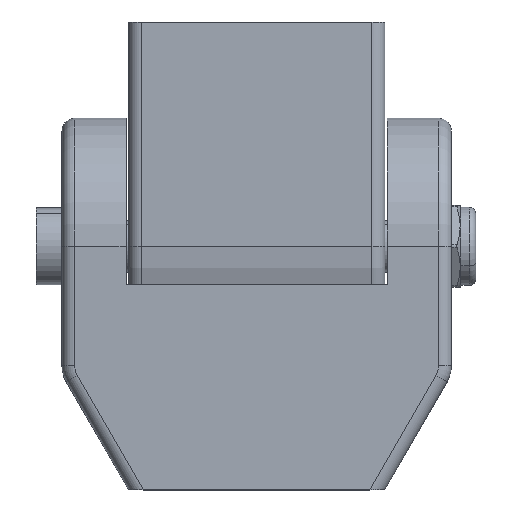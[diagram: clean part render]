
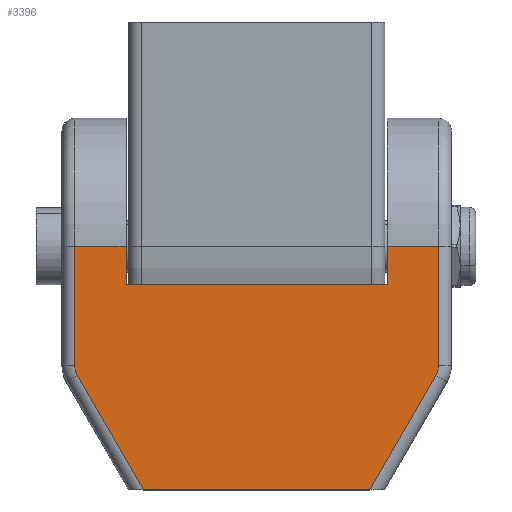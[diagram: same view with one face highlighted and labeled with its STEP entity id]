
A CAD part, top view. The second image highlights one B-rep face of the part: STEP entity #3396.
In plain terms, the highlighted planar face has unit normal (0, 0, 1).
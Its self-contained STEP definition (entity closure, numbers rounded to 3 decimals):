
#42 = CARTESIAN_POINT ( 'NONE',  ( 20.392, 32., 20. ) ) ;
#94 = VECTOR ( 'NONE', #3453, 1000. ) ;
#124 = EDGE_CURVE ( 'NONE', #4329, #613, #3503, .T. ) ;
#157 = DIRECTION ( 'NONE',  ( 0., -1., 0. ) ) ;
#160 = ORIENTED_EDGE ( 'NONE', *, *, #2537, .T. ) ;
#187 = DIRECTION ( 'NONE',  ( 0., 0., 1. ) ) ;
#197 = CIRCLE ( 'NONE', #4820, 3. ) ;
#415 = VERTEX_POINT ( 'NONE', #2862 ) ;
#581 = LINE ( 'NONE', #4111, #880 ) ;
#613 = VERTEX_POINT ( 'NONE', #893 ) ;
#685 = EDGE_LOOP ( 'NONE', ( #2656, #3704, #4615, #5270, #4457, #5292, #857, #5443, #4605, #160, #4390, #1768 ) ) ;
#740 = VECTOR ( 'NONE', #2549, 1000. ) ;
#757 = VERTEX_POINT ( 'NONE', #1861 ) ;
#814 = DIRECTION ( 'NONE',  ( -1., 0., 0. ) ) ;
#857 = ORIENTED_EDGE ( 'NONE', *, *, #5593, .T. ) ;
#880 = VECTOR ( 'NONE', #157, 1000. ) ;
#893 = CARTESIAN_POINT ( 'NONE',  ( -20.392, 32., 20. ) ) ;
#917 = PLANE ( 'NONE',  #3327 ) ;
#976 = DIRECTION ( 'NONE',  ( 0., -1., 0. ) ) ;
#1054 = DIRECTION ( 'NONE',  ( -1., 0., 0. ) ) ;
#1074 = CARTESIAN_POINT ( 'NONE',  ( -20.392, 58., 20. ) ) ;
#1096 = CARTESIAN_POINT ( 'NONE',  ( -20., 0., 20. ) ) ;
#1126 = CARTESIAN_POINT ( 'NONE',  ( 13.268, -7.66, 20. ) ) ;
#1152 = LINE ( 'NONE', #1074, #4883 ) ;
#1192 = CARTESIAN_POINT ( 'NONE',  ( -17.691, 0., 20. ) ) ;
#1287 = EDGE_CURVE ( 'NONE', #5476, #1798, #1616, .T. ) ;
#1293 = CIRCLE ( 'NONE', #4261, 3. ) ;
#1311 = FACE_OUTER_BOUND ( 'NONE', #685, .T. ) ;
#1316 = CARTESIAN_POINT ( 'NONE',  ( 17.691, 0., 20. ) ) ;
#1320 = EDGE_CURVE ( 'NONE', #3719, #5476, #1997, .T. ) ;
#1342 = CARTESIAN_POINT ( 'NONE',  ( 30.392, 38., 20. ) ) ;
#1377 = DIRECTION ( 'NONE',  ( -1., 0., 0. ) ) ;
#1454 = VECTOR ( 'NONE', #814, 1000. ) ;
#1616 = LINE ( 'NONE', #1126, #740 ) ;
#1625 = VECTOR ( 'NONE', #1054, 1000. ) ;
#1681 = CARTESIAN_POINT ( 'NONE',  ( -28.392, 19.34, 20. ) ) ;
#1740 = CARTESIAN_POINT ( 'NONE',  ( -28.392, 38., 20. ) ) ;
#1745 = CARTESIAN_POINT ( 'NONE',  ( 20.392, 38., 20. ) ) ;
#1768 = ORIENTED_EDGE ( 'NONE', *, *, #4127, .T. ) ;
#1798 = VERTEX_POINT ( 'NONE', #3036 ) ;
#1855 = EDGE_CURVE ( 'NONE', #2111, #3783, #4396, .T. ) ;
#1861 = CARTESIAN_POINT ( 'NONE',  ( -27.99, 17.84, 20. ) ) ;
#1884 = EDGE_CURVE ( 'NONE', #4206, #5121, #4979, .T. ) ;
#1997 = LINE ( 'NONE', #1096, #5381 ) ;
#2086 = VECTOR ( 'NONE', #4309, 1000. ) ;
#2111 = VERTEX_POINT ( 'NONE', #5585 ) ;
#2177 = VERTEX_POINT ( 'NONE', #5641 ) ;
#2261 = VECTOR ( 'NONE', #976, 1000. ) ;
#2275 = CARTESIAN_POINT ( 'NONE',  ( 25.392, 19.34, 20. ) ) ;
#2537 = EDGE_CURVE ( 'NONE', #3783, #4329, #581, .T. ) ;
#2549 = DIRECTION ( 'NONE',  ( 0.5, 0.866, 0. ) ) ;
#2656 = ORIENTED_EDGE ( 'NONE', *, *, #3535, .T. ) ;
#2862 = CARTESIAN_POINT ( 'NONE',  ( -20.392, 38., 20. ) ) ;
#2987 = CARTESIAN_POINT ( 'NONE',  ( 28.392, 0., 20. ) ) ;
#3036 = CARTESIAN_POINT ( 'NONE',  ( 27.99, 17.84, 20. ) ) ;
#3138 = EDGE_CURVE ( 'NONE', #2177, #2111, #5260, .T. ) ;
#3150 = CARTESIAN_POINT ( 'NONE',  ( -28.392, 0., 20. ) ) ;
#3290 = LINE ( 'NONE', #4273, #3387 ) ;
#3327 = AXIS2_PLACEMENT_3D ( 'NONE', #4009, #4334, #5705 ) ;
#3387 = VECTOR ( 'NONE', #5180, 1000. ) ;
#3396 = ADVANCED_FACE ( 'NONE', ( #1311 ), #917, .F. ) ;
#3453 = DIRECTION ( 'NONE',  ( 0., 1., 0. ) ) ;
#3503 = LINE ( 'NONE', #4844, #1454 ) ;
#3535 = EDGE_CURVE ( 'NONE', #415, #4206, #3659, .T. ) ;
#3586 = DIRECTION ( 'NONE',  ( 0., 0., 1. ) ) ;
#3659 = LINE ( 'NONE', #5007, #1625 ) ;
#3700 = EDGE_CURVE ( 'NONE', #757, #3719, #3290, .T. ) ;
#3704 = ORIENTED_EDGE ( 'NONE', *, *, #1884, .T. ) ;
#3719 = VERTEX_POINT ( 'NONE', #1192 ) ;
#3735 = CARTESIAN_POINT ( 'NONE',  ( -25.392, 19.34, 20. ) ) ;
#3783 = VERTEX_POINT ( 'NONE', #1745 ) ;
#4009 = CARTESIAN_POINT ( 'NONE',  ( 0., 0., 20. ) ) ;
#4111 = CARTESIAN_POINT ( 'NONE',  ( 20.392, 58., 20. ) ) ;
#4127 = EDGE_CURVE ( 'NONE', #613, #415, #1152, .T. ) ;
#4206 = VERTEX_POINT ( 'NONE', #1740 ) ;
#4261 = AXIS2_PLACEMENT_3D ( 'NONE', #3735, #187, #5255 ) ;
#4266 = DIRECTION ( 'NONE',  ( 0., 1., 0. ) ) ;
#4273 = CARTESIAN_POINT ( 'NONE',  ( -13.268, -7.66, 20. ) ) ;
#4309 = DIRECTION ( 'NONE',  ( -1., 0., 0. ) ) ;
#4329 = VERTEX_POINT ( 'NONE', #42 ) ;
#4334 = DIRECTION ( 'NONE',  ( 0., 0., -1. ) ) ;
#4390 = ORIENTED_EDGE ( 'NONE', *, *, #124, .T. ) ;
#4396 = LINE ( 'NONE', #1342, #2086 ) ;
#4457 = ORIENTED_EDGE ( 'NONE', *, *, #1320, .T. ) ;
#4605 = ORIENTED_EDGE ( 'NONE', *, *, #1855, .T. ) ;
#4615 = ORIENTED_EDGE ( 'NONE', *, *, #5419, .T. ) ;
#4697 = DIRECTION ( 'NONE',  ( 1., 0., 0. ) ) ;
#4820 = AXIS2_PLACEMENT_3D ( 'NONE', #2275, #3586, #1377 ) ;
#4844 = CARTESIAN_POINT ( 'NONE',  ( -20.392, 32., 20. ) ) ;
#4883 = VECTOR ( 'NONE', #4266, 1000. ) ;
#4979 = LINE ( 'NONE', #3150, #2261 ) ;
#5007 = CARTESIAN_POINT ( 'NONE',  ( 30.392, 38., 20. ) ) ;
#5121 = VERTEX_POINT ( 'NONE', #1681 ) ;
#5180 = DIRECTION ( 'NONE',  ( 0.5, -0.866, 0. ) ) ;
#5255 = DIRECTION ( 'NONE',  ( -1., 0., 0. ) ) ;
#5260 = LINE ( 'NONE', #2987, #94 ) ;
#5270 = ORIENTED_EDGE ( 'NONE', *, *, #3700, .T. ) ;
#5292 = ORIENTED_EDGE ( 'NONE', *, *, #1287, .T. ) ;
#5381 = VECTOR ( 'NONE', #4697, 1000. ) ;
#5419 = EDGE_CURVE ( 'NONE', #5121, #757, #1293, .T. ) ;
#5443 = ORIENTED_EDGE ( 'NONE', *, *, #3138, .T. ) ;
#5476 = VERTEX_POINT ( 'NONE', #1316 ) ;
#5585 = CARTESIAN_POINT ( 'NONE',  ( 28.392, 38., 20. ) ) ;
#5593 = EDGE_CURVE ( 'NONE', #1798, #2177, #197, .T. ) ;
#5641 = CARTESIAN_POINT ( 'NONE',  ( 28.392, 19.34, 20. ) ) ;
#5705 = DIRECTION ( 'NONE',  ( -1., 0., 0. ) ) ;
